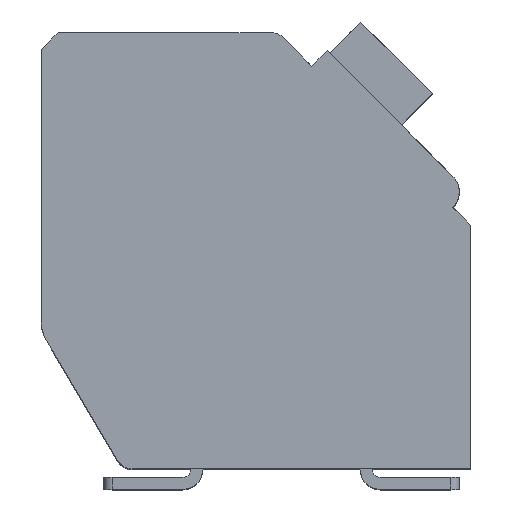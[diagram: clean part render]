
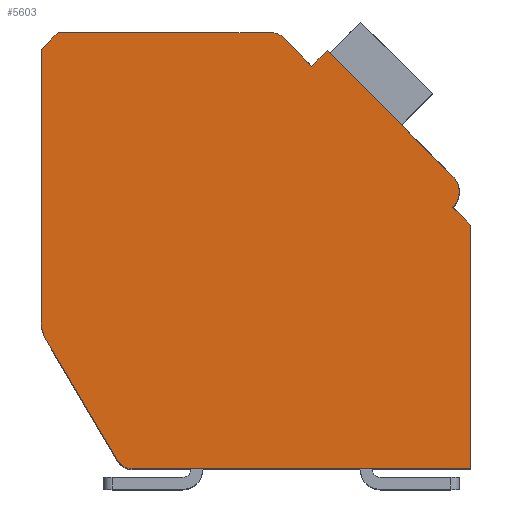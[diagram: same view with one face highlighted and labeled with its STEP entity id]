
A CAD part, top view. The second image highlights one B-rep face of the part: STEP entity #5603.
In plain terms, the highlighted planar face has unit normal (0, 0, 1).
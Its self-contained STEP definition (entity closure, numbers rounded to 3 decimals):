
#177=DIRECTION('',(0.,-1.,0.));
#178=VECTOR('',#177,8.053);
#179=CARTESIAN_POINT('',(-12.7,12.4,2.1));
#180=LINE('',#179,#178);
#181=DIRECTION('',(-0.707,-0.707,0.));
#182=VECTOR('',#181,0.707);
#183=CARTESIAN_POINT('',(-12.2,12.9,2.1));
#184=LINE('',#183,#182);
#185=DIRECTION('',(-1.,0.,0.));
#186=VECTOR('',#185,6.298);
#187=CARTESIAN_POINT('',(-5.902,12.9,2.1));
#188=LINE('',#187,#186);
#189=CARTESIAN_POINT('',(-5.902,12.4,2.1));
#190=DIRECTION('',(0.,0.,1.));
#191=DIRECTION('',(0.707,0.707,0.));
#192=AXIS2_PLACEMENT_3D('',#189,#190,#191);
#194=DIRECTION('',(-0.707,0.707,0.));
#195=VECTOR('',#194,1.197);
#196=CARTESIAN_POINT('',(-4.702,11.907,2.1));
#197=LINE('',#196,#195);
#198=DIRECTION('',(-0.707,-0.707,0.));
#199=VECTOR('',#198,0.65);
#200=CARTESIAN_POINT('',(-4.243,12.367,2.1));
#201=LINE('',#200,#199);
#202=DIRECTION('',(-0.707,0.707,0.));
#203=VECTOR('',#202,5.25);
#204=CARTESIAN_POINT('',(-0.53,8.655,2.1));
#205=LINE('',#204,#203);
#206=CARTESIAN_POINT('',(-0.99,8.195,2.1));
#207=DIRECTION('',(0.,0.,1.));
#208=DIRECTION('',(0.707,-0.707,0.));
#209=AXIS2_PLACEMENT_3D('',#206,#207,#208);
#211=DIRECTION('',(-0.707,0.707,0.));
#212=VECTOR('',#211,0.75);
#213=CARTESIAN_POINT('',(0.,7.205,2.1));
#214=LINE('',#213,#212);
#215=DIRECTION('',(0.,1.,0.));
#216=VECTOR('',#215,7.205);
#217=CARTESIAN_POINT('',(0.,0.,2.1));
#218=LINE('',#217,#216);
#219=DIRECTION('',(1.,0.,0.));
#220=VECTOR('',#219,10.014);
#221=CARTESIAN_POINT('',(-10.014,0.,2.1));
#222=LINE('',#221,#220);
#223=CARTESIAN_POINT('',(-10.014,0.5,2.1));
#224=DIRECTION('',(0.,0.,1.));
#225=DIRECTION('',(-0.862,-0.508,0.));
#226=AXIS2_PLACEMENT_3D('',#223,#224,#225);
#228=DIRECTION('',(0.508,-0.862,0.));
#229=VECTOR('',#228,4.17);
#230=CARTESIAN_POINT('',(-12.562,3.839,2.1));
#231=LINE('',#230,#229);
#232=CARTESIAN_POINT('',(-11.7,4.347,2.1));
#233=DIRECTION('',(0.,0.,1.));
#234=DIRECTION('',(-1.,0.,0.));
#235=AXIS2_PLACEMENT_3D('',#232,#233,#234);
#4177=CARTESIAN_POINT('',(-12.7,12.4,2.1));
#4178=CARTESIAN_POINT('',(-12.7,4.347,2.1));
#4179=VERTEX_POINT('',#4177);
#4180=VERTEX_POINT('',#4178);
#4181=CARTESIAN_POINT('',(-12.562,3.839,2.1));
#4182=VERTEX_POINT('',#4181);
#4183=CARTESIAN_POINT('',(-10.445,0.246,2.1));
#4184=VERTEX_POINT('',#4183);
#4185=CARTESIAN_POINT('',(-10.014,0.,2.1));
#4186=VERTEX_POINT('',#4185);
#4187=CARTESIAN_POINT('',(0.,0.,2.1));
#4188=VERTEX_POINT('',#4187);
#4189=CARTESIAN_POINT('',(0.,7.205,2.1));
#4190=VERTEX_POINT('',#4189);
#4191=CARTESIAN_POINT('',(-0.53,7.735,2.1));
#4192=VERTEX_POINT('',#4191);
#4193=CARTESIAN_POINT('',(-0.53,8.655,2.1));
#4194=VERTEX_POINT('',#4193);
#4195=CARTESIAN_POINT('',(-4.243,12.367,2.1));
#4196=VERTEX_POINT('',#4195);
#4197=CARTESIAN_POINT('',(-4.702,11.907,2.1));
#4198=VERTEX_POINT('',#4197);
#4199=CARTESIAN_POINT('',(-5.548,12.754,2.1));
#4200=VERTEX_POINT('',#4199);
#4201=CARTESIAN_POINT('',(-5.902,12.9,2.1));
#4202=VERTEX_POINT('',#4201);
#4203=CARTESIAN_POINT('',(-12.2,12.9,2.1));
#4204=VERTEX_POINT('',#4203);
#5570=CARTESIAN_POINT('',(0.,0.,2.1));
#5571=DIRECTION('',(0.,0.,1.));
#5572=DIRECTION('',(1.,0.,0.));
#5573=AXIS2_PLACEMENT_3D('',#5570,#5571,#5572);
#5574=PLANE('',#5573);
#5575=ORIENTED_EDGE('',*,*,#5438,.F.);
#5577=ORIENTED_EDGE('',*,*,#5576,.F.);
#5579=ORIENTED_EDGE('',*,*,#5578,.F.);
#5581=ORIENTED_EDGE('',*,*,#5580,.F.);
#5583=ORIENTED_EDGE('',*,*,#5582,.F.);
#5585=ORIENTED_EDGE('',*,*,#5584,.F.);
#5587=ORIENTED_EDGE('',*,*,#5586,.F.);
#5589=ORIENTED_EDGE('',*,*,#5588,.F.);
#5591=ORIENTED_EDGE('',*,*,#5590,.F.);
#5593=ORIENTED_EDGE('',*,*,#5592,.F.);
#5595=ORIENTED_EDGE('',*,*,#5594,.F.);
#5597=ORIENTED_EDGE('',*,*,#5596,.F.);
#5599=ORIENTED_EDGE('',*,*,#5598,.F.);
#5600=ORIENTED_EDGE('',*,*,#5503,.F.);
#5601=EDGE_LOOP('',(#5575,#5577,#5579,#5581,#5583,#5585,#5587,#5589,#5591,#5593,
#5595,#5597,#5599,#5600));
#5602=FACE_OUTER_BOUND('',#5601,.F.);
#193=CIRCLE('',#192,0.5);
#210=CIRCLE('',#209,0.65);
#227=CIRCLE('',#226,0.5);
#236=CIRCLE('',#235,1.);
#5438=EDGE_CURVE('',#4179,#4180,#180,.T.);
#5503=EDGE_CURVE('',#4180,#4182,#236,.T.);
#5576=EDGE_CURVE('',#4204,#4179,#184,.T.);
#5578=EDGE_CURVE('',#4202,#4204,#188,.T.);
#5580=EDGE_CURVE('',#4200,#4202,#193,.T.);
#5582=EDGE_CURVE('',#4198,#4200,#197,.T.);
#5584=EDGE_CURVE('',#4196,#4198,#201,.T.);
#5586=EDGE_CURVE('',#4194,#4196,#205,.T.);
#5588=EDGE_CURVE('',#4192,#4194,#210,.T.);
#5590=EDGE_CURVE('',#4190,#4192,#214,.T.);
#5592=EDGE_CURVE('',#4188,#4190,#218,.T.);
#5594=EDGE_CURVE('',#4186,#4188,#222,.T.);
#5596=EDGE_CURVE('',#4184,#4186,#227,.T.);
#5598=EDGE_CURVE('',#4182,#4184,#231,.T.);
#5603=ADVANCED_FACE('',(#5602),#5574,.T.);
